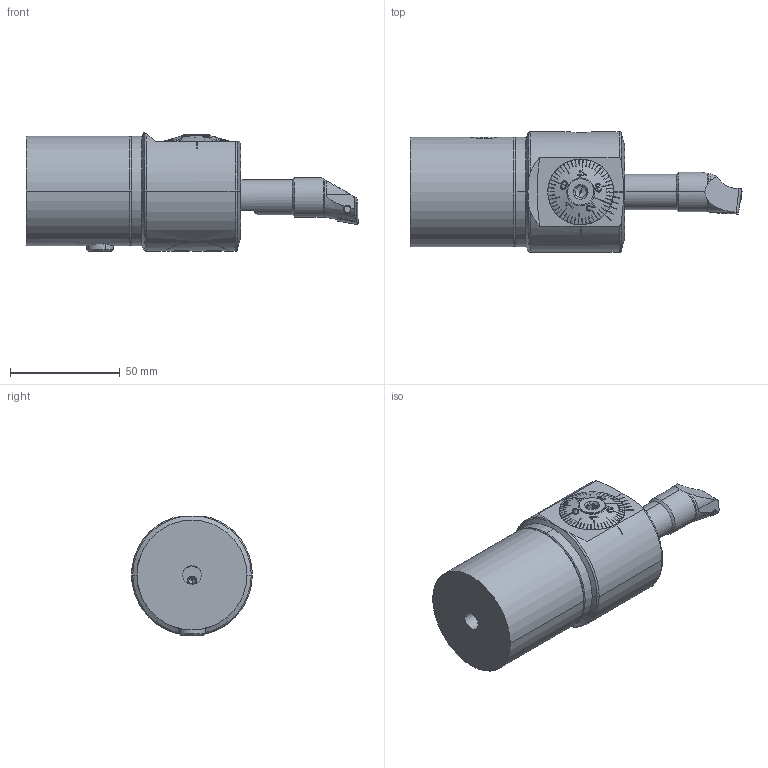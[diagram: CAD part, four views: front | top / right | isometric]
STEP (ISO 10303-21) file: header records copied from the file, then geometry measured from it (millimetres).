
FILE_DESCRIPTION (( 'STEP AP203' ), '1' );
FILE_NAME ('B04.050.025.050.STEP', '2018-02-20T15:58:17', ( 'SWIAdmin' ), ( 'Hewlett-Packard Company' ), 'SwSTEP 2.0', 'SolidWorks 2017', '' );
FILE_SCHEMA (( 'CONFIG_CONTROL_DESIGN' ));
Length unit declared in the file: millimetre
Products named in the file (21): A55-BG1.011.041_E; U00-WH5.001.000_A; A55-BG1.014.041_B; A55-BG1.012.007_B; WH5-ER1.001.017; A55-BG3.011.033_A_gek〉zt; A55-BG1.011.041; B04.050.025.050; WCB-ER2.001.009_A; A55-BG2.012.006_B; Klebstoff D10; ISO 4026 - M10 x 16_PreviewCfg; ISO 4026 - M10 x 8; A55-BG2.011.016_E; B25-WCB.K11.115_B; A55-BG2.014.007_A; CCMT09T304; A55-BG2.015.007_B; WH5-A55.K01.050_A; B25-WCB.K11.115; LMKAS 30 - ø29.7xø22.5x0.3
Assembly tree (24 placements, depth 4):
  B04.050.025.050
    WH5-A55.K01.050_A
    A55-BG1.014.041_B
      A55-BG1.011.041
        A55-BG1.011.041_E
        A55-BG1.012.007_B
      A55-BG2.012.006_B
      ISO 4026 - M10 x 16_PreviewCfg  x2
      A55-BG2.015.007_B
        A55-BG2.011.016_E
        A55-BG2.014.007_A
      LMKAS 30 - ø29.7xø22.5x0.3  x2
    A55-BG3.011.033_A_gek〉zt
    WCB-ER2.001.009_A
    Klebstoff D10
    ISO 4026 - M10 x 8
    B25-WCB.K11.115
      B25-WCB.K11.115_B
      CCMT09T304
      WCB-ER2.001.009_A
    U00-WH5.001.000_A
    WH5-ER1.001.017  x2
Bounding box: 151.26 x 55 x 54.24 mm (x, y, z)
Volume: 199572.2 mm3; surface area: 60753.9 mm2
Topology: 20 solids, 20 shells, 920 faces, 2380 edges, 1485 vertices
Faces by surface type: plane 372, cone 230, cylinder 178, torus 78, bspline 58, sphere 4
Entity records: 34001 total; most frequent: CARTESIAN_POINT 12373, ORIENTED_EDGE 4320, DIRECTION 3661, EDGE_CURVE 2160, AXIS2_PLACEMENT_3D 1421, VERTEX_POINT 1362, EDGE_LOOP 882, FACE_OUTER_BOUND 832
